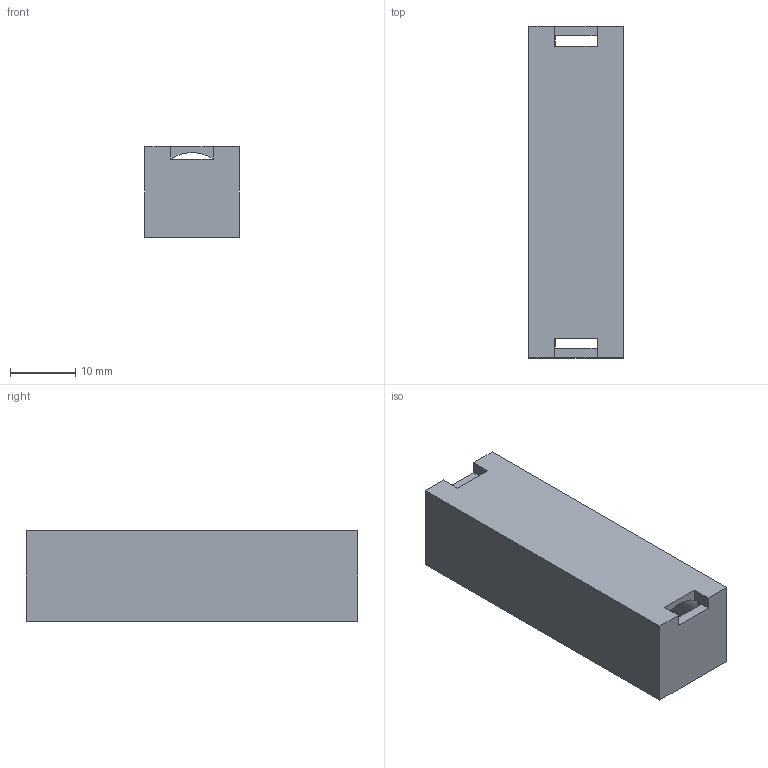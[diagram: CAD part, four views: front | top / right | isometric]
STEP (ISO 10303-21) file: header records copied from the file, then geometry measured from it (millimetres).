
FILE_DESCRIPTION(/* description */ (''),/* implementation_level */ '2;1');
FILE_NAME(/* name */ 'AAA battery case v2.step',/* time_stamp */ '2021-07-14T18:51:47+02:00',/* author */ (''),/* organization */ (''),/* preprocessor_version */ 'ST-DEVELOPER v18.1',/* originating_system */ 'Autodesk Translation Framework v10.9.0.1377',/* authorisation */ '');
FILE_SCHEMA (('AUTOMOTIVE_DESIGN { 1 0 10303 214 3 1 1 }'));
Length unit declared in the file: millimetre
Products named in the file (1): AAA battery case
Bounding box: 14.5 x 50.83 x 13.88 mm (x, y, z)
Volume: 3743.5 mm3; surface area: 4745.5 mm2
Topology: 1 solids, 1 shells, 39 faces, 120 edges, 80 vertices
Faces by surface type: plane 36, cylinder 3
Entity records: 1376 total; most frequent: ORIENTED_EDGE 240, CARTESIAN_POINT 240, DIRECTION 214, EDGE_CURVE 120, LINE 106, VECTOR 106, VERTEX_POINT 80, AXIS2_PLACEMENT_3D 54
